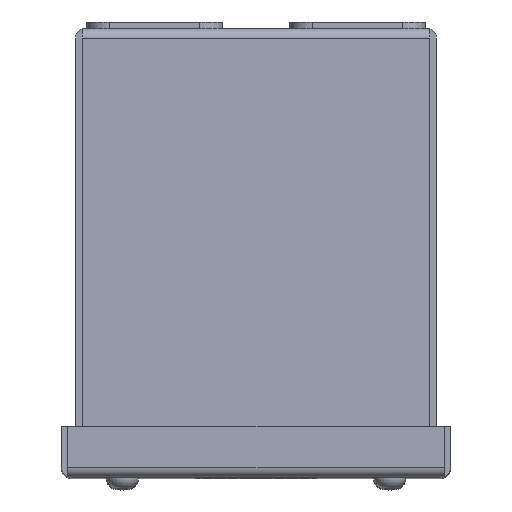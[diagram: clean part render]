
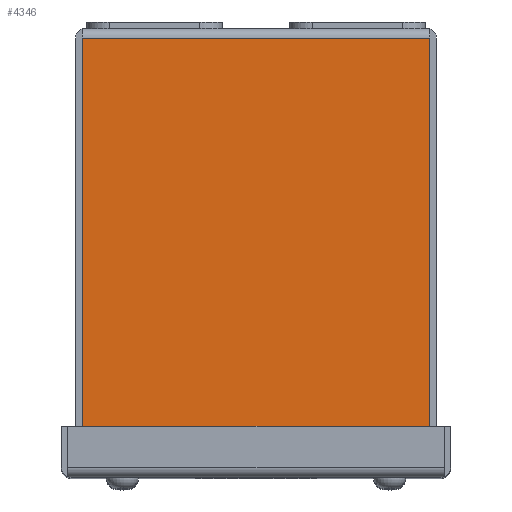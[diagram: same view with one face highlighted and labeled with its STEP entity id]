
A CAD part, top view. The second image highlights one B-rep face of the part: STEP entity #4346.
In plain terms, the highlighted planar face has unit normal (0, 0, 1).
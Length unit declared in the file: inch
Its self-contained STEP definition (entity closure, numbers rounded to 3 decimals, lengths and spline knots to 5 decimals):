
#375 = PLANE ( 'NONE',  #10030 ) ;
#644 = VERTEX_POINT ( 'NONE', #12691 ) ;
#1256 = ORIENTED_EDGE ( 'NONE', *, *, #11655, .T. ) ;
#3025 = DIRECTION ( 'NONE',  ( -1., 0., 0. ) ) ;
#3307 = CARTESIAN_POINT ( 'NONE',  ( 1.92721, -4.642, 4. ) ) ;
#3850 = EDGE_LOOP ( 'NONE', ( #8721, #12788, #17525, #1256 ) ) ;
#3974 = CARTESIAN_POINT ( 'NONE',  ( 1.92721, 39.37008, 4. ) ) ;
#4076 = EDGE_CURVE ( 'NONE', #17636, #10281, #4337, .T. ) ;
#4267 = EDGE_CURVE ( 'NONE', #19390, #17636, #22000, .T. ) ;
#4337 = LINE ( 'NONE', #3974, #11875 ) ;
#4346 = ADVANCED_FACE ( 'NONE', ( #5733 ), #375, .F. ) ;
#4671 = CARTESIAN_POINT ( 'NONE',  ( 1.92721, -0.108, 4. ) ) ;
#5126 = VECTOR ( 'NONE', #3025, 39.37008 ) ;
#5733 = FACE_OUTER_BOUND ( 'NONE', #3850, .T. ) ;
#6843 = DIRECTION ( 'NONE',  ( 1., 0., 0. ) ) ;
#8721 = ORIENTED_EDGE ( 'NONE', *, *, #20694, .F. ) ;
#10030 = AXIS2_PLACEMENT_3D ( 'NONE', #18813, #20520, #13183 ) ;
#10281 = VERTEX_POINT ( 'NONE', #3307 ) ;
#11655 = EDGE_CURVE ( 'NONE', #19390, #644, #15283, .T. ) ;
#11670 = VECTOR ( 'NONE', #11861, 39.37008 ) ;
#11838 = CARTESIAN_POINT ( 'NONE',  ( -1.92721, -0.108, 4. ) ) ;
#11861 = DIRECTION ( 'NONE',  ( 0., -1., 0. ) ) ;
#11875 = VECTOR ( 'NONE', #20960, 39.37008 ) ;
#12691 = CARTESIAN_POINT ( 'NONE',  ( -1.92721, -4.642, 4. ) ) ;
#12788 = ORIENTED_EDGE ( 'NONE', *, *, #4076, .F. ) ;
#13183 = DIRECTION ( 'NONE',  ( -1., 0., 0. ) ) ;
#14255 = CARTESIAN_POINT ( 'NONE',  ( 13.406, -4.642, 4. ) ) ;
#15283 = LINE ( 'NONE', #18828, #11670 ) ;
#15737 = LINE ( 'NONE', #14255, #5126 ) ;
#15881 = VECTOR ( 'NONE', #6843, 39.37008 ) ;
#17525 = ORIENTED_EDGE ( 'NONE', *, *, #4267, .F. ) ;
#17636 = VERTEX_POINT ( 'NONE', #4671 ) ;
#18813 = CARTESIAN_POINT ( 'NONE',  ( 13.406, 0., 4. ) ) ;
#18828 = CARTESIAN_POINT ( 'NONE',  ( -1.92721, 39.37008, 4. ) ) ;
#19390 = VERTEX_POINT ( 'NONE', #11838 ) ;
#19802 = CARTESIAN_POINT ( 'NONE',  ( -1.892, -0.108, 4. ) ) ;
#20520 = DIRECTION ( 'NONE',  ( 0., 0., -1. ) ) ;
#20694 = EDGE_CURVE ( 'NONE', #10281, #644, #15737, .T. ) ;
#20960 = DIRECTION ( 'NONE',  ( 0., -1., 0. ) ) ;
#22000 = LINE ( 'NONE', #19802, #15881 ) ;
